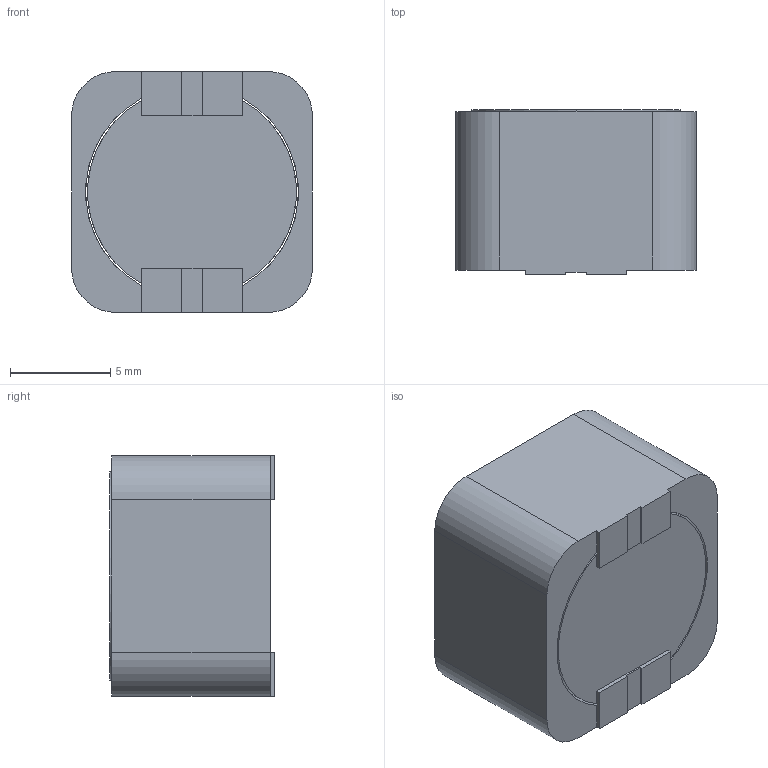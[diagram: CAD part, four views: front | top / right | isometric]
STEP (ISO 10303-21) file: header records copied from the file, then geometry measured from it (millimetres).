
FILE_DESCRIPTION (( 'STEP AP214' ), '1' );
FILE_NAME ('F7494CA8-1C52-43A5-BB22-B683980AA7E7.STEP', '2024-01-15T03:05:56', ( '' ), ( '' ), 'SwSTEP 2.0', 'SolidWorks 2022', '' );
FILE_SCHEMA (( 'AUTOMOTIVE_DESIGN' ));
Length unit declared in the file: millimetre
Products named in the file (1): F7494CA8-1C52-43A5-BB22-B683980AA7E7
Bounding box: 12 x 8.2 x 12 mm (x, y, z)
Volume: 1085.3 mm3; surface area: 1158.1 mm2
Topology: 1 solids, 1 shells, 47 faces, 133 edges, 86 vertices
Faces by surface type: plane 28, cylinder 19
Entity records: 2088 total; most frequent: DIRECTION 275, CARTESIAN_POINT 267, ORIENTED_EDGE 266, EDGE_CURVE 133, AXIS2_PLACEMENT_3D 94, VECTOR 87, LINE 87, VERTEX_POINT 86
